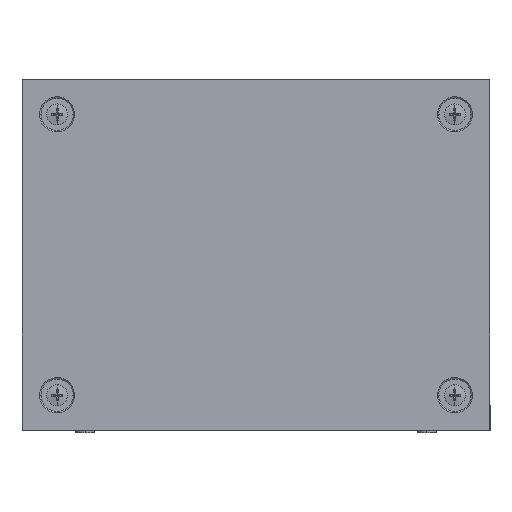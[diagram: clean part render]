
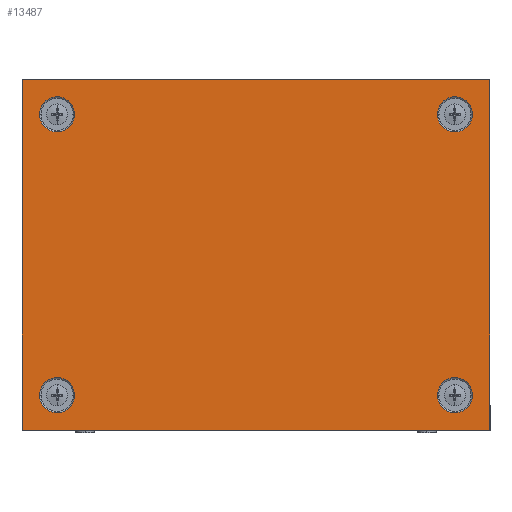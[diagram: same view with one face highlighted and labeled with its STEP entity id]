
A CAD part, top view. The second image highlights one B-rep face of the part: STEP entity #13487.
In plain terms, the highlighted planar face has unit normal (0, 0, 1).
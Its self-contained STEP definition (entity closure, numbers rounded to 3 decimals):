
#140 = CARTESIAN_POINT ( 'NONE',  ( 192.5, 135., 0. ) ) ;
#563 = CARTESIAN_POINT ( 'NONE',  ( 15., 15., 0. ) ) ;
#785 = CIRCLE ( 'NONE', #13395, 7.5 ) ;
#879 = ORIENTED_EDGE ( 'NONE', *, *, #19957, .F. ) ;
#896 = DIRECTION ( 'NONE',  ( 0., 0., 1. ) ) ;
#900 = FACE_BOUND ( 'NONE', #19918, .T. ) ;
#969 = DIRECTION ( 'NONE',  ( 1., 0., 0. ) ) ;
#1020 = VERTEX_POINT ( 'NONE', #9291 ) ;
#1025 = EDGE_CURVE ( 'NONE', #3470, #14092, #7137, .T. ) ;
#1081 = AXIS2_PLACEMENT_3D ( 'NONE', #18326, #14942, #9394 ) ;
#1182 = VECTOR ( 'NONE', #15043, 1000. ) ;
#1374 = CARTESIAN_POINT ( 'NONE',  ( 0., 0., 0. ) ) ;
#1488 = CARTESIAN_POINT ( 'NONE',  ( 0., 0., 0. ) ) ;
#1512 = CIRCLE ( 'NONE', #8778, 7.5 ) ;
#1565 = EDGE_LOOP ( 'NONE', ( #21698, #8485 ) ) ;
#1647 = EDGE_CURVE ( 'NONE', #1020, #1828, #21236, .T. ) ;
#1648 = CARTESIAN_POINT ( 'NONE',  ( 15., 135., 0. ) ) ;
#1828 = VERTEX_POINT ( 'NONE', #20640 ) ;
#2147 = DIRECTION ( 'NONE',  ( 0., 0., 1. ) ) ;
#3227 = CARTESIAN_POINT ( 'NONE',  ( 0., 150., 0. ) ) ;
#3402 = VERTEX_POINT ( 'NONE', #12182 ) ;
#3470 = VERTEX_POINT ( 'NONE', #10031 ) ;
#3551 = VERTEX_POINT ( 'NONE', #1488 ) ;
#3632 = VERTEX_POINT ( 'NONE', #12379 ) ;
#3636 = ORIENTED_EDGE ( 'NONE', *, *, #1647, .F. ) ;
#3964 = ORIENTED_EDGE ( 'NONE', *, *, #6518, .T. ) ;
#4160 = CARTESIAN_POINT ( 'NONE',  ( 185., 135., 0. ) ) ;
#4723 = EDGE_CURVE ( 'NONE', #3551, #21788, #6191, .T. ) ;
#4792 = CIRCLE ( 'NONE', #13476, 7.5 ) ;
#4834 = VECTOR ( 'NONE', #969, 1000. ) ;
#5703 = EDGE_LOOP ( 'NONE', ( #9545, #8367 ) ) ;
#5704 = CARTESIAN_POINT ( 'NONE',  ( 15., 135., 0. ) ) ;
#6014 = PLANE ( 'NONE',  #15419 ) ;
#6107 = EDGE_CURVE ( 'NONE', #21028, #12027, #18227, .T. ) ;
#6191 = LINE ( 'NONE', #18220, #4834 ) ;
#6518 = EDGE_CURVE ( 'NONE', #21788, #3402, #10264, .T. ) ;
#7137 = CIRCLE ( 'NONE', #21140, 7.5 ) ;
#7213 = AXIS2_PLACEMENT_3D ( 'NONE', #17568, #2147, #9089 ) ;
#7298 = VECTOR ( 'NONE', #22040, 1000. ) ;
#7308 = EDGE_CURVE ( 'NONE', #14092, #3470, #18371, .T. ) ;
#7379 = DIRECTION ( 'NONE',  ( 1., 0., 0. ) ) ;
#7696 = DIRECTION ( 'NONE',  ( 1., 0., 0. ) ) ;
#7811 = CARTESIAN_POINT ( 'NONE',  ( 7.5, 15., 0. ) ) ;
#7838 = DIRECTION ( 'NONE',  ( 0., 0., -1. ) ) ;
#7927 = AXIS2_PLACEMENT_3D ( 'NONE', #1648, #8477, #8585 ) ;
#8075 = CARTESIAN_POINT ( 'NONE',  ( 22.5, 135., 0. ) ) ;
#8309 = LINE ( 'NONE', #1374, #7298 ) ;
#8367 = ORIENTED_EDGE ( 'NONE', *, *, #1025, .F. ) ;
#8448 = CARTESIAN_POINT ( 'NONE',  ( 200., 0., 0. ) ) ;
#8477 = DIRECTION ( 'NONE',  ( 0., 0., 1. ) ) ;
#8485 = ORIENTED_EDGE ( 'NONE', *, *, #12787, .F. ) ;
#8585 = DIRECTION ( 'NONE',  ( 1., 0., 0. ) ) ;
#8778 = AXIS2_PLACEMENT_3D ( 'NONE', #17216, #22237, #15215 ) ;
#9089 = DIRECTION ( 'NONE',  ( 1., 0., 0. ) ) ;
#9200 = ORIENTED_EDGE ( 'NONE', *, *, #4723, .T. ) ;
#9291 = CARTESIAN_POINT ( 'NONE',  ( 177.5, 15., 0. ) ) ;
#9394 = DIRECTION ( 'NONE',  ( 1., 0., 0. ) ) ;
#9418 = CARTESIAN_POINT ( 'NONE',  ( 185., 15., 0. ) ) ;
#9507 = VECTOR ( 'NONE', #13716, 1000. ) ;
#9545 = ORIENTED_EDGE ( 'NONE', *, *, #7308, .F. ) ;
#10031 = CARTESIAN_POINT ( 'NONE',  ( 177.5, 135., 0. ) ) ;
#10087 = CIRCLE ( 'NONE', #7927, 7.5 ) ;
#10264 = LINE ( 'NONE', #8448, #9507 ) ;
#10895 = ORIENTED_EDGE ( 'NONE', *, *, #16802, .T. ) ;
#11076 = DIRECTION ( 'NONE',  ( 0., 0., 1. ) ) ;
#11207 = FACE_OUTER_BOUND ( 'NONE', #17014, .T. ) ;
#11911 = VERTEX_POINT ( 'NONE', #7811 ) ;
#12027 = VERTEX_POINT ( 'NONE', #18555 ) ;
#12182 = CARTESIAN_POINT ( 'NONE',  ( 200., 150., 0. ) ) ;
#12379 = CARTESIAN_POINT ( 'NONE',  ( 0., 150., 0. ) ) ;
#12580 = DIRECTION ( 'NONE',  ( 0., 0., 1. ) ) ;
#12787 = EDGE_CURVE ( 'NONE', #12027, #21028, #10087, .T. ) ;
#12808 = CARTESIAN_POINT ( 'NONE',  ( 200., 0., 0. ) ) ;
#13395 = AXIS2_PLACEMENT_3D ( 'NONE', #9418, #896, #16197 ) ;
#13476 = AXIS2_PLACEMENT_3D ( 'NONE', #563, #17807, #7379 ) ;
#13487 = ADVANCED_FACE ( 'NONE', ( #19724, #19616, #14553, #900, #11207 ), #6014, .F. ) ;
#13716 = DIRECTION ( 'NONE',  ( 0., 1., 0. ) ) ;
#14092 = VERTEX_POINT ( 'NONE', #140 ) ;
#14223 = ORIENTED_EDGE ( 'NONE', *, *, #17375, .F. ) ;
#14553 = FACE_BOUND ( 'NONE', #1565, .T. ) ;
#14942 = DIRECTION ( 'NONE',  ( 0., 0., 1. ) ) ;
#15043 = DIRECTION ( 'NONE',  ( -1., 0., 0. ) ) ;
#15215 = DIRECTION ( 'NONE',  ( 1., 0., 0. ) ) ;
#15419 = AXIS2_PLACEMENT_3D ( 'NONE', #18028, #7838, #21560 ) ;
#16197 = DIRECTION ( 'NONE',  ( 1., 0., 0. ) ) ;
#16663 = VERTEX_POINT ( 'NONE', #21204 ) ;
#16802 = EDGE_CURVE ( 'NONE', #3402, #3632, #20118, .T. ) ;
#17014 = EDGE_LOOP ( 'NONE', ( #3964, #10895, #19160, #9200 ) ) ;
#17216 = CARTESIAN_POINT ( 'NONE',  ( 15., 15., 0. ) ) ;
#17375 = EDGE_CURVE ( 'NONE', #16663, #11911, #1512, .T. ) ;
#17568 = CARTESIAN_POINT ( 'NONE',  ( 185., 15., 0. ) ) ;
#17660 = EDGE_CURVE ( 'NONE', #11911, #16663, #4792, .T. ) ;
#17691 = ORIENTED_EDGE ( 'NONE', *, *, #17660, .F. ) ;
#17807 = DIRECTION ( 'NONE',  ( 0., 0., 1. ) ) ;
#18028 = CARTESIAN_POINT ( 'NONE',  ( 0., 0., 0. ) ) ;
#18220 = CARTESIAN_POINT ( 'NONE',  ( 0., 0., 0. ) ) ;
#18227 = CIRCLE ( 'NONE', #19296, 7.5 ) ;
#18326 = CARTESIAN_POINT ( 'NONE',  ( 185., 135., 0. ) ) ;
#18371 = CIRCLE ( 'NONE', #1081, 7.5 ) ;
#18555 = CARTESIAN_POINT ( 'NONE',  ( 7.5, 135., 0. ) ) ;
#18851 = EDGE_LOOP ( 'NONE', ( #879, #3636 ) ) ;
#19160 = ORIENTED_EDGE ( 'NONE', *, *, #20696, .T. ) ;
#19296 = AXIS2_PLACEMENT_3D ( 'NONE', #5704, #12580, #19404 ) ;
#19404 = DIRECTION ( 'NONE',  ( 1., 0., 0. ) ) ;
#19616 = FACE_BOUND ( 'NONE', #5703, .T. ) ;
#19724 = FACE_BOUND ( 'NONE', #18851, .T. ) ;
#19918 = EDGE_LOOP ( 'NONE', ( #14223, #17691 ) ) ;
#19957 = EDGE_CURVE ( 'NONE', #1828, #1020, #785, .T. ) ;
#20118 = LINE ( 'NONE', #3227, #1182 ) ;
#20640 = CARTESIAN_POINT ( 'NONE',  ( 192.5, 15., 0. ) ) ;
#20696 = EDGE_CURVE ( 'NONE', #3632, #3551, #8309, .T. ) ;
#21028 = VERTEX_POINT ( 'NONE', #8075 ) ;
#21140 = AXIS2_PLACEMENT_3D ( 'NONE', #4160, #11076, #7696 ) ;
#21204 = CARTESIAN_POINT ( 'NONE',  ( 22.5, 15., 0. ) ) ;
#21236 = CIRCLE ( 'NONE', #7213, 7.5 ) ;
#21560 = DIRECTION ( 'NONE',  ( -1., 0., 0. ) ) ;
#21698 = ORIENTED_EDGE ( 'NONE', *, *, #6107, .F. ) ;
#21788 = VERTEX_POINT ( 'NONE', #12808 ) ;
#22040 = DIRECTION ( 'NONE',  ( 0., -1., 0. ) ) ;
#22237 = DIRECTION ( 'NONE',  ( 0., 0., 1. ) ) ;
